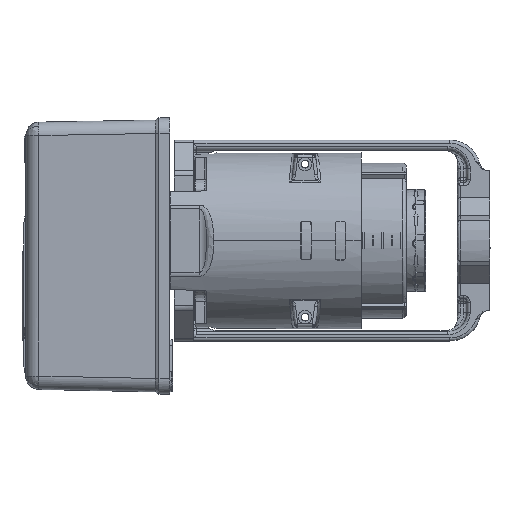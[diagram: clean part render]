
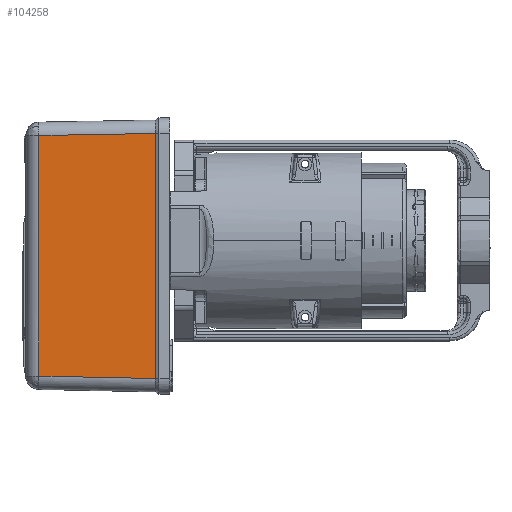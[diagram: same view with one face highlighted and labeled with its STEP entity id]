
A CAD part, left-side view. The second image highlights one B-rep face of the part: STEP entity #104258.
In plain terms, the highlighted face is planar.
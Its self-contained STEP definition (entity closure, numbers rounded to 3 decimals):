
#768 = AXIS2_PLACEMENT_3D ( 'NONE', #9757, #9909, #9912 ) ;
#9749 = FACE_OUTER_BOUND ( 'NONE', #89860, .T. ) ;
#9757 = CARTESIAN_POINT ( 'NONE',  ( 85.32, 0., 92.2 ) ) ;
#9903 = PLANE ( 'NONE',  #768 ) ;
#9909 = DIRECTION ( 'NONE',  ( 0., -0.017, -1. ) ) ;
#9912 = DIRECTION ( 'NONE',  ( 0., 1., -0.017 ) ) ;
#48985 = VERTEX_POINT ( 'NONE', #150823 ) ;
#51590 = VERTEX_POINT ( 'NONE', #151761 ) ;
#51594 = VERTEX_POINT ( 'NONE', #151765 ) ;
#51796 = VERTEX_POINT ( 'NONE', #151949 ) ;
#56558 = VECTOR ( 'NONE', #69334, 1000. ) ;
#56592 = VECTOR ( 'NONE', #76608, 1000. ) ;
#56597 = VECTOR ( 'NONE', #76602, 1000. ) ;
#56600 = VECTOR ( 'NONE', #76615, 1000. ) ;
#69279 = LINE ( 'NONE', #69326, #56558 ) ;
#69326 = CARTESIAN_POINT ( 'NONE',  ( 64.101, 1.968, 92.166 ) ) ;
#69334 = DIRECTION ( 'NONE',  ( -1., 0., 0. ) ) ;
#76581 = LINE ( 'NONE', #76599, #56597 ) ;
#76599 = CARTESIAN_POINT ( 'NONE',  ( 85.32, 62.722, 91.105 ) ) ;
#76602 = DIRECTION ( 'NONE',  ( 1., 0., 0. ) ) ;
#76604 = LINE ( 'NONE', #76606, #56592 ) ;
#76606 = CARTESIAN_POINT ( 'NONE',  ( -64.06, 1.968, 92.166 ) ) ;
#76608 = DIRECTION ( 'NONE',  ( 0.021, 1., -0.017 ) ) ;
#76610 = LINE ( 'NONE', #76613, #56600 ) ;
#76613 = CARTESIAN_POINT ( 'NONE',  ( 63.006, 62.722, 91.105 ) ) ;
#76615 = DIRECTION ( 'NONE',  ( 0.017, -1., 0.017 ) ) ;
#89860 = EDGE_LOOP ( 'NONE', ( #112777, #112778, #112779, #112780 ) ) ;
#104258 = ADVANCED_FACE ( 'NONE', ( #9749 ), #9903, .F. ) ;
#109398 = EDGE_CURVE ( 'NONE', #51590, #51594, #69279, .T. ) ;
#109513 = EDGE_CURVE ( 'NONE', #51796, #48985, #76581, .T. ) ;
#109514 = EDGE_CURVE ( 'NONE', #51594, #51796, #76604, .T. ) ;
#109515 = EDGE_CURVE ( 'NONE', #48985, #51590, #76610, .T. ) ;
#112777 = ORIENTED_EDGE ( 'NONE', *, *, #109513, .F. ) ;
#112778 = ORIENTED_EDGE ( 'NONE', *, *, #109514, .F. ) ;
#112779 = ORIENTED_EDGE ( 'NONE', *, *, #109398, .F. ) ;
#112780 = ORIENTED_EDGE ( 'NONE', *, *, #109515, .F. ) ;
#150823 = CARTESIAN_POINT ( 'NONE',  ( 63.006, 62.722, 91.105 ) ) ;
#151761 = CARTESIAN_POINT ( 'NONE',  ( 64.067, 1.968, 92.166 ) ) ;
#151765 = CARTESIAN_POINT ( 'NONE',  ( -64.06, 1.968, 92.166 ) ) ;
#151949 = CARTESIAN_POINT ( 'NONE',  ( -62.787, 62.722, 91.105 ) ) ;
